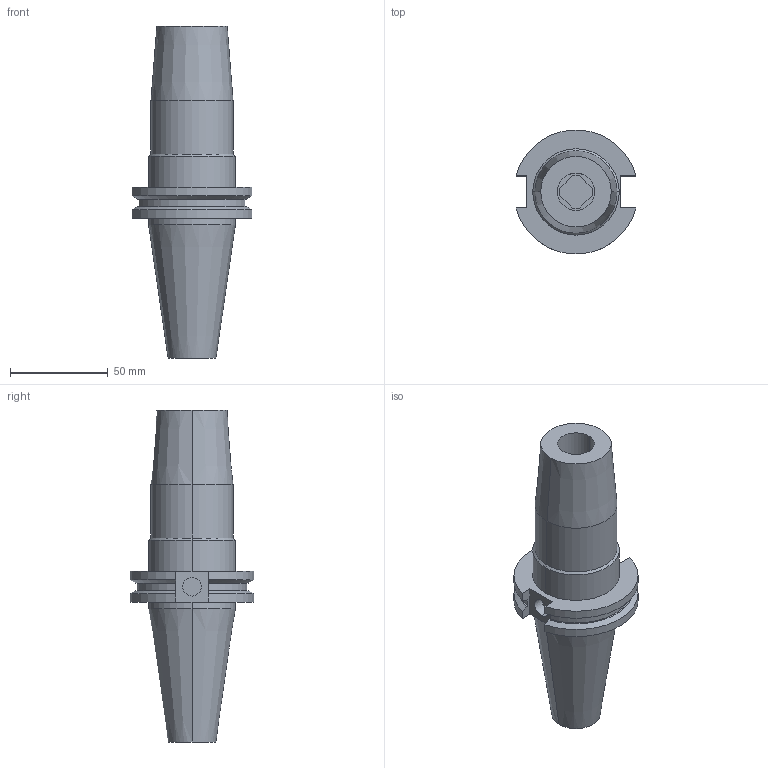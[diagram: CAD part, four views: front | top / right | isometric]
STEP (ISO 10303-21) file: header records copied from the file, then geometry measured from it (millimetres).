
FILE_DESCRIPTION (( 'STEP AP203' ), '1' );
FILE_NAME ('STP-5031-S80-A48-400-AA(SATE-24.05.071.007H).STEP', '2021-07-14T06:31:44', ( '' ), ( '' ), 'SwSTEP 2.0', 'SolidWorks 2017', '' );
FILE_SCHEMA (( 'CONFIG_CONTROL_DESIGN' ));
Length unit declared in the file: millimetre
Products named in the file (1): STP-5031-S80-A48-400-AA(SATE-24.05.071.007H)
Bounding box: 61.35 x 63.26 x 169.85 mm (x, y, z)
Volume: 200320.9 mm3; surface area: 32478.3 mm2
Topology: 1 solids, 1 shells, 65 faces, 155 edges, 99 vertices
Faces by surface type: cylinder 29, plane 24, cone 12
Entity records: 1966 total; most frequent: DIRECTION 343, CARTESIAN_POINT 342, ORIENTED_EDGE 306, EDGE_CURVE 153, AXIS2_PLACEMENT_3D 132, VERTEX_POINT 99, LINE 79, VECTOR 79
